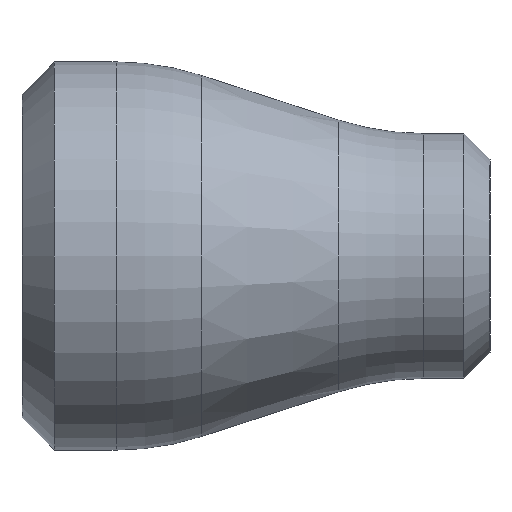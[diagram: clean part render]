
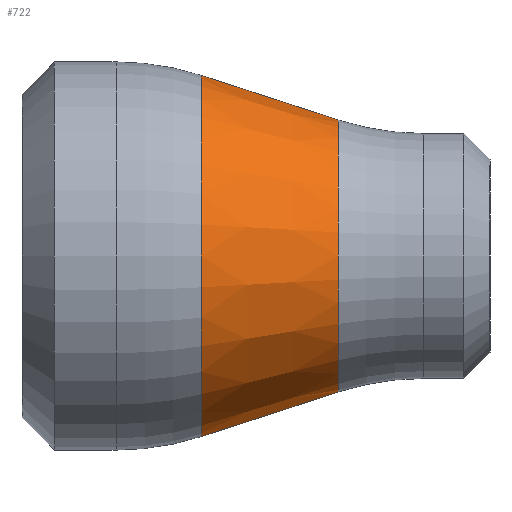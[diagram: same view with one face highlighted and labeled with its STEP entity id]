
A CAD part, front view. The second image highlights one B-rep face of the part: STEP entity #722.
In plain terms, the highlighted conical face has half-angle 18.004 degrees and reference radius 14.819 mm.
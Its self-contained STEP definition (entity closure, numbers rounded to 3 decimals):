
#62 = CARTESIAN_POINT ( 'NONE',  ( 34.48, 0., 14.819 ) ) ;
#84 = EDGE_CURVE ( 'NONE', #377, #144, #368, .T. ) ;
#137 = LINE ( 'NONE', #409, #303 ) ;
#143 = CARTESIAN_POINT ( 'NONE',  ( 19.52, 0., -19.681 ) ) ;
#144 = VERTEX_POINT ( 'NONE', #492 ) ;
#164 = DIRECTION ( 'NONE',  ( 0., 0., 1. ) ) ;
#202 = CARTESIAN_POINT ( 'NONE',  ( 34.48, 0., 14.819 ) ) ;
#203 = ORIENTED_EDGE ( 'NONE', *, *, #84, .T. ) ;
#218 = VERTEX_POINT ( 'NONE', #143 ) ;
#227 = VECTOR ( 'NONE', #441, 1000. ) ;
#228 = ORIENTED_EDGE ( 'NONE', *, *, #577, .F. ) ;
#243 = EDGE_CURVE ( 'NONE', #218, #144, #434, .T. ) ;
#287 = DIRECTION ( 'NONE',  ( 0., 0., 1. ) ) ;
#288 = AXIS2_PLACEMENT_3D ( 'NONE', #573, #682, #287 ) ;
#303 = VECTOR ( 'NONE', #710, 1000. ) ;
#354 = EDGE_LOOP ( 'NONE', ( #228, #631, #203, #649 ) ) ;
#355 = EDGE_CURVE ( 'NONE', #496, #377, #454, .T. ) ;
#368 = LINE ( 'NONE', #202, #227 ) ;
#377 = VERTEX_POINT ( 'NONE', #62 ) ;
#409 = CARTESIAN_POINT ( 'NONE',  ( 34.48, 0., -14.819 ) ) ;
#417 = CONICAL_SURFACE ( 'NONE', #429, 14.819, 0.314 ) ;
#429 = AXIS2_PLACEMENT_3D ( 'NONE', #457, #453, #553 ) ;
#434 = CIRCLE ( 'NONE', #288, 19.681 ) ;
#441 = DIRECTION ( 'NONE',  ( -0.951, 0., 0.309 ) ) ;
#453 = DIRECTION ( 'NONE',  ( -1., 0., 0. ) ) ;
#454 = CIRCLE ( 'NONE', #708, 14.819 ) ;
#457 = CARTESIAN_POINT ( 'NONE',  ( 34.48, 0., 0. ) ) ;
#460 = DIRECTION ( 'NONE',  ( -1., 0., 0. ) ) ;
#492 = CARTESIAN_POINT ( 'NONE',  ( 19.52, 0., 19.681 ) ) ;
#496 = VERTEX_POINT ( 'NONE', #578 ) ;
#509 = FACE_OUTER_BOUND ( 'NONE', #354, .T. ) ;
#512 = CARTESIAN_POINT ( 'NONE',  ( 34.48, 0., 0. ) ) ;
#553 = DIRECTION ( 'NONE',  ( 0., 0., 1. ) ) ;
#573 = CARTESIAN_POINT ( 'NONE',  ( 19.52, 0., 0. ) ) ;
#577 = EDGE_CURVE ( 'NONE', #496, #218, #137, .T. ) ;
#578 = CARTESIAN_POINT ( 'NONE',  ( 34.48, 0., -14.819 ) ) ;
#631 = ORIENTED_EDGE ( 'NONE', *, *, #355, .T. ) ;
#649 = ORIENTED_EDGE ( 'NONE', *, *, #243, .F. ) ;
#682 = DIRECTION ( 'NONE',  ( -1., 0., 0. ) ) ;
#708 = AXIS2_PLACEMENT_3D ( 'NONE', #512, #460, #164 ) ;
#710 = DIRECTION ( 'NONE',  ( -0.951, 0., -0.309 ) ) ;
#722 = ADVANCED_FACE ( 'NONE', ( #509 ), #417, .T. ) ;
